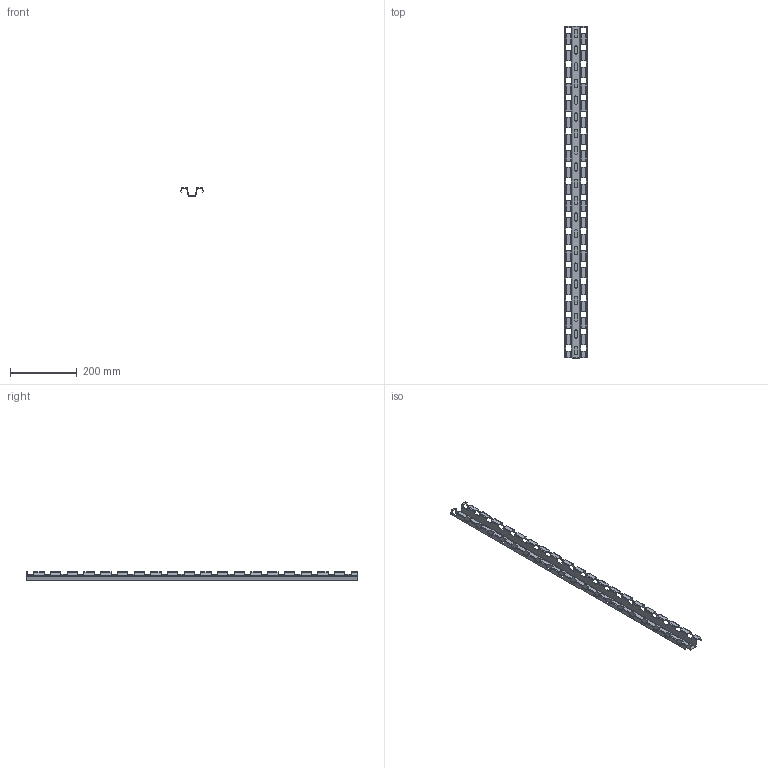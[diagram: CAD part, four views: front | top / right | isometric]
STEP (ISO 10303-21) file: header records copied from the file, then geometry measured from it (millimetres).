
FILE_DESCRIPTION(/* description */ (''),/* implementation_level */ '2;1');
FILE_NAME(/* name */ '013010.stp',/* time_stamp */ '2024-01-03T10:48:37+01:00',/* author */ ('bonnaudn'),/* organization */ (''),/* preprocessor_version */ 'ST-DEVELOPER v19.2',/* originating_system */ 'AutoCAD Mechanical',/* authorisation */ '');
FILE_SCHEMA (('AUTOMOTIVE_DESIGN { 1 0 10303 214 3 1 1 }'));
Length unit declared in the file: millimetre
Products named in the file (1): Product
Bounding box: 68.09 x 994 x 26.45 mm (x, y, z)
Volume: 150783.5 mm3; surface area: 219975.6 mm2
Topology: 1 solids, 41 shells, 382 faces, 1420 edges, 1000 vertices
Faces by surface type: plane 298, cylinder 84
Entity records: 15249 total; most frequent: CARTESIAN_POINT 2803, ORIENTED_EDGE 2680, DIRECTION 2434, EDGE_CURVE 1420, LINE 1172, VECTOR 1172, VERTEX_POINT 1000, AXIS2_PLACEMENT_3D 631
